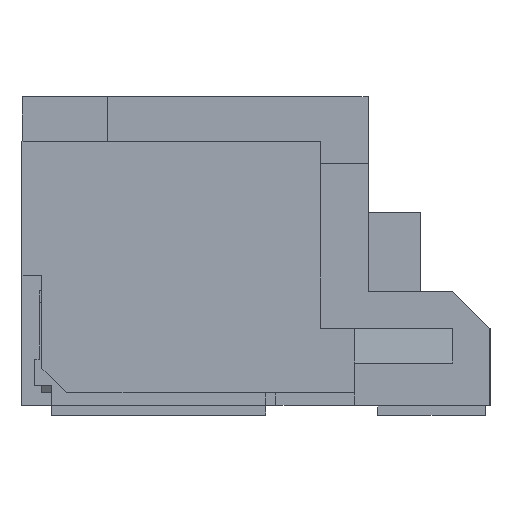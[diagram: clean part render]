
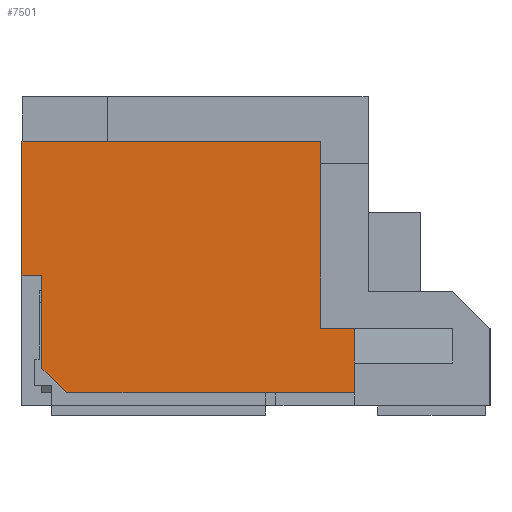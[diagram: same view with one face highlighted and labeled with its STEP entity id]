
A CAD part, left-side view. The second image highlights one B-rep face of the part: STEP entity #7501.
In plain terms, the highlighted planar face has unit normal (-1, 0, 0).
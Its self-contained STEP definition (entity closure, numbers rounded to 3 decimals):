
#509=DIRECTION('',(0.,-1.,0.));
#510=VECTOR('',#509,0.4);
#511=CARTESIAN_POINT('',(-17.,4.9,-0.34));
#512=LINE('',#511,#510);
#521=DIRECTION('',(0.,0.,-1.));
#522=VECTOR('',#521,0.6);
#523=CARTESIAN_POINT('',(-17.,-1.784,
-2.09));
#524=LINE('',#523,#522);
#525=DIRECTION('',(0.,1.,0.));
#526=VECTOR('',#525,5.784);
#527=CARTESIAN_POINT('',(-17.,-1.784,
-2.69));
#528=LINE('',#527,#526);
#529=DIRECTION('',(0.,-0.707,-0.707));
#530=VECTOR('',#529,0.707);
#531=CARTESIAN_POINT('',(-17.,4.5,-2.19));
#532=LINE('',#531,#530);
#533=DIRECTION('',(0.,0.,1.));
#534=VECTOR('',#533,1.85);
#535=CARTESIAN_POINT('',(-17.,4.5,-2.19));
#536=LINE('',#535,#534);
#537=DIRECTION('',(0.,0.,1.));
#538=VECTOR('',#537,2.7);
#539=CARTESIAN_POINT('',(-17.,4.9,-0.34));
#540=LINE('',#539,#538);
#541=DIRECTION('',(0.,0.,-1.));
#542=VECTOR('',#541,3.75);
#543=CARTESIAN_POINT('',(-17.,-1.1,2.36));
#544=LINE('',#543,#542);
#545=DIRECTION('',(0.,-1.,0.));
#546=VECTOR('',#545,0.684);
#547=CARTESIAN_POINT('',(-17.,-1.1,-1.39));
#548=LINE('',#547,#546);
#1125=DIRECTION('',(0.,0.,1.));
#1126=VECTOR('',#1125,0.7);
#1127=CARTESIAN_POINT('',(-17.,-1.784,
-2.09));
#1128=LINE('',#1127,#1126);
#1237=DIRECTION('',(0.,1.,0.));
#1238=VECTOR('',#1237,6.);
#1239=CARTESIAN_POINT('',(-17.,-1.1,2.36));
#1240=LINE('',#1239,#1238);
#5089=CARTESIAN_POINT('',(-17.,4.9,-0.34));
#5090=VERTEX_POINT('',#5089);
#5091=CARTESIAN_POINT('',(-17.,4.9,2.36));
#5092=VERTEX_POINT('',#5091);
#5773=CARTESIAN_POINT('',(-17.,4.5,-0.34));
#5774=VERTEX_POINT('',#5773);
#5781=CARTESIAN_POINT('',(-17.,4.5,-2.19));
#5782=VERTEX_POINT('',#5781);
#5783=CARTESIAN_POINT('',(-17.,-1.784,
-2.69));
#5784=CARTESIAN_POINT('',(-17.,4.,-2.69));
#5785=VERTEX_POINT('',#5783);
#5786=VERTEX_POINT('',#5784);
#5787=CARTESIAN_POINT('',(-17.,-1.784,
-2.09));
#5788=VERTEX_POINT('',#5787);
#5789=CARTESIAN_POINT('',(-17.,-1.784,
-1.39));
#5790=VERTEX_POINT('',#5789);
#5791=CARTESIAN_POINT('',(-17.,-1.1,-1.39));
#5792=VERTEX_POINT('',#5791);
#5793=CARTESIAN_POINT('',(-17.,-1.1,2.36));
#5794=VERTEX_POINT('',#5793);
#7476=CARTESIAN_POINT('',(-17.,4.9,-0.34));
#7477=DIRECTION('',(1.,0.,0.));
#7478=DIRECTION('',(0.,0.,-1.));
#7479=AXIS2_PLACEMENT_3D('',#7476,#7477,#7478);
#7480=PLANE('',#7479);
#7482=ORIENTED_EDGE('',*,*,#7481,.T.);
#7484=ORIENTED_EDGE('',*,*,#7483,.T.);
#7486=ORIENTED_EDGE('',*,*,#7485,.F.);
#7488=ORIENTED_EDGE('',*,*,#7487,.T.);
#7489=ORIENTED_EDGE('',*,*,#7467,.F.);
#7490=ORIENTED_EDGE('',*,*,#7410,.T.);
#7492=ORIENTED_EDGE('',*,*,#7491,.F.);
#7494=ORIENTED_EDGE('',*,*,#7493,.T.);
#7496=ORIENTED_EDGE('',*,*,#7495,.T.);
#7498=ORIENTED_EDGE('',*,*,#7497,.F.);
#7499=EDGE_LOOP('',(#7482,#7484,#7486,#7488,#7489,#7490,#7492,#7494,#7496,
#7498));
#7500=FACE_OUTER_BOUND('',#7499,.F.);
#7501=ADVANCED_FACE('',(#7500),#7480,.F.);
#7410=EDGE_CURVE('',#5090,#5092,#540,.T.);
#7467=EDGE_CURVE('',#5090,#5774,#512,.T.);
#7481=EDGE_CURVE('',#5788,#5785,#524,.T.);
#7483=EDGE_CURVE('',#5785,#5786,#528,.T.);
#7485=EDGE_CURVE('',#5782,#5786,#532,.T.);
#7487=EDGE_CURVE('',#5782,#5774,#536,.T.);
#7491=EDGE_CURVE('',#5794,#5092,#1240,.T.);
#7493=EDGE_CURVE('',#5794,#5792,#544,.T.);
#7495=EDGE_CURVE('',#5792,#5790,#548,.T.);
#7497=EDGE_CURVE('',#5788,#5790,#1128,.T.);
